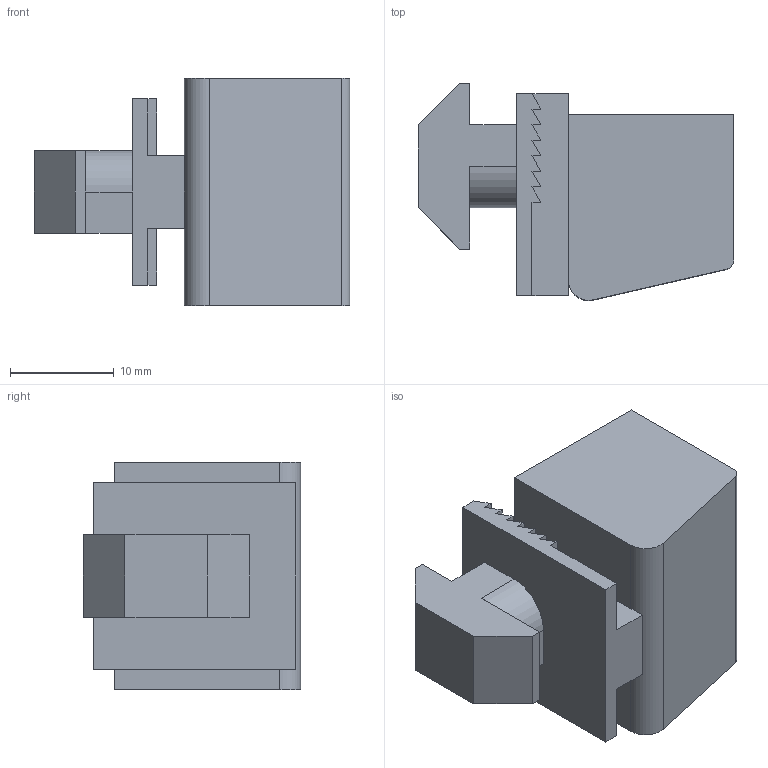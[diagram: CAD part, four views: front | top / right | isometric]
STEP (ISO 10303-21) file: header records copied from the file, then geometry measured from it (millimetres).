
FILE_DESCRIPTION(('STEP AP203'),'1');
FILE_NAME('fath_094204.stp','2021-11-23T12:56:19',('TraceParts'),('TraceParts S.A.'),'Spatial InterOp 3D',' ',' ');
FILE_SCHEMA(('CONFIG_CONTROL_DESIGN'));
Length unit declared in the file: millimetre
Products named in the file (1): 1
Bounding box: 30.5 x 20.96 x 22 mm (x, y, z)
Volume: 7644.4 mm3; surface area: 3239.3 mm2
Topology: 1 solids, 1 shells, 61 faces, 170 edges, 112 vertices
Faces by surface type: plane 57, cylinder 4
Entity records: 1964 total; most frequent: CARTESIAN_POINT 344, ORIENTED_EDGE 340, DIRECTION 302, EDGE_CURVE 170, LINE 162, VECTOR 162, VERTEX_POINT 112, AXIS2_PLACEMENT_3D 70
